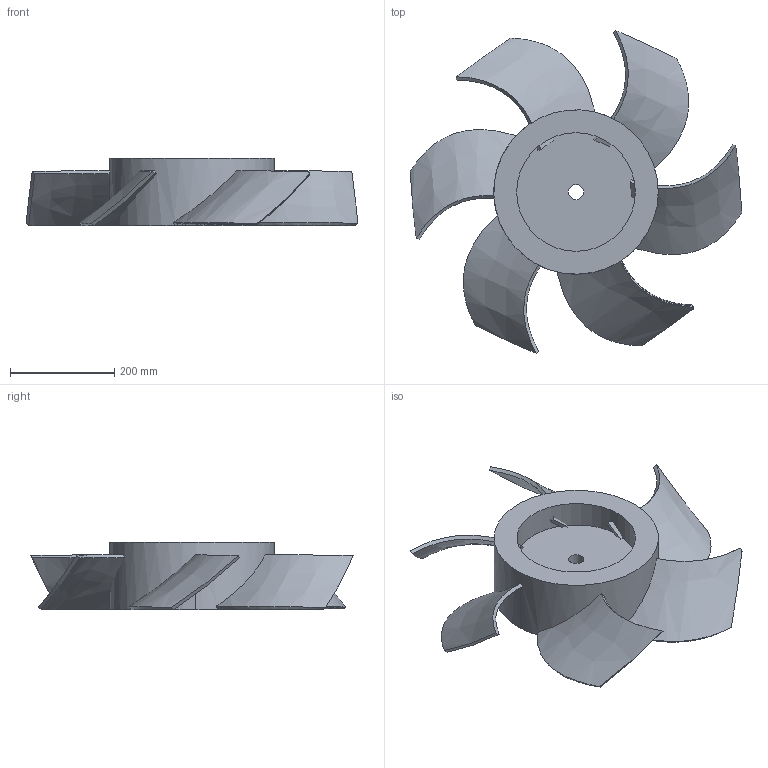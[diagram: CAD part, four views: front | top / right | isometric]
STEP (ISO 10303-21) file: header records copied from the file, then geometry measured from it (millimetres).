
FILE_DESCRIPTION(/* description */ (''),/* implementation_level */ '2;1');
FILE_NAME(/* name */ '6balde.stp',/* time_stamp */ '2021-01-19T21:37:29+03:00',/* author */ (''),/* organization */ (''),/* preprocessor_version */ 'ST-DEVELOPER v16.7',/* originating_system */ 'SIEMENS PLM Software NX 1859',/* authorisation */ '');
FILE_SCHEMA (('AUTOMOTIVE_DESIGN { 1 0 10303 214 3 1 1 1 }'));
Length unit declared in the file: millimetre
Products named in the file (1): model2
Bounding box: 635.52 x 618.4 x 130 mm (x, y, z)
Volume: 9495958.7 mm3; surface area: 737975 mm2
Topology: 4 solids, 4 shells, 50 faces, 110 edges, 68 vertices
Faces by surface type: bspline 41, cylinder 4, plane 3, sphere 2
Full cylindrical faces by diameter (mm): 29.1 x1, 227.21 x1, 315 x1
Entity records: 2357 total; most frequent: CARTESIAN_POINT 1562, ORIENTED_EDGE 202, EDGE_CURVE 101, B_SPLINE_CURVE_WITH_KNOTS 88, VERTEX_POINT 65, EDGE_LOOP 56, ADVANCED_FACE 49, DIRECTION 44
